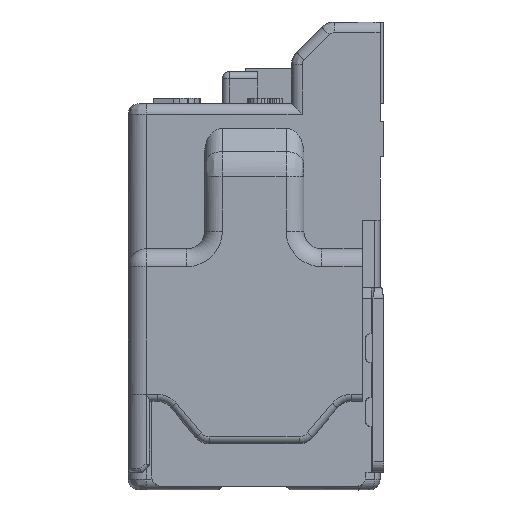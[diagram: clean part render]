
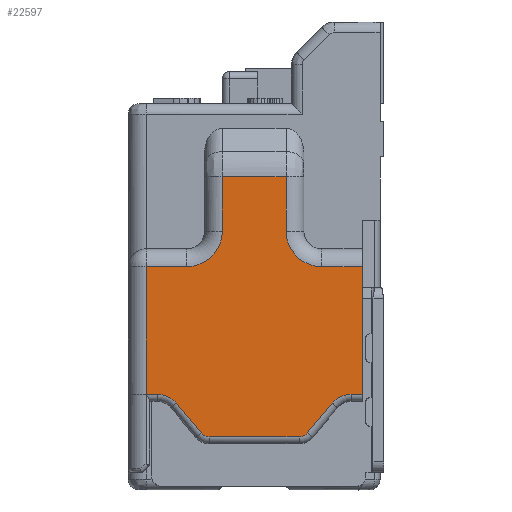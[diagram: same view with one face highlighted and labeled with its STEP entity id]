
A CAD part, left-side view. The second image highlights one B-rep face of the part: STEP entity #22597.
In plain terms, the highlighted planar face has unit normal (-1, 0, 0).
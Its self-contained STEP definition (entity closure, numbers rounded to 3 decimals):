
#15392=CARTESIAN_POINT('Vertex',(-11.,3.9,-6.7)) ;
#15426=CARTESIAN_POINT('Line Origine',(-11.,3.9,-26.608)) ;
#15430=CARTESIAN_POINT('Vertex',(-11.,3.9,-3.1)) ;
#20440=CARTESIAN_POINT('Vertex',(-11.,-2.2,-3.1)) ;
#20443=CARTESIAN_POINT('Line Origine',(-11.,-2.2,-4.9)) ;
#20447=CARTESIAN_POINT('Vertex',(-11.,-2.2,-6.7)) ;
#20531=CARTESIAN_POINT('Vertex',(-11.,-1.05,-3.1)) ;
#20534=CARTESIAN_POINT('Line Origine',(-11.,-1.01,-3.1)) ;
#20551=CARTESIAN_POINT('Axis2P3D Location',(-11.,-1.05,-2.1)) ;
#20555=CARTESIAN_POINT('Vertex',(-11.,-0.05,-2.1)) ;
#20592=CARTESIAN_POINT('Vertex',(-11.,-0.05,-0.564)) ;
#20613=CARTESIAN_POINT('Line Origine',(-11.,-0.05,-0.531)) ;
#20635=CARTESIAN_POINT('Vertex',(-11.,1.75,-0.564)) ;
#20638=CARTESIAN_POINT('Line Origine',(-11.,-12.186,-0.564)) ;
#20685=CARTESIAN_POINT('Line Origine',(-11.,1.75,-2.14)) ;
#20689=CARTESIAN_POINT('Vertex',(-11.,1.75,-2.1)) ;
#20711=CARTESIAN_POINT('Axis2P3D Location',(-11.,2.75,-2.1)) ;
#20715=CARTESIAN_POINT('Vertex',(-11.,2.75,-3.1)) ;
#20735=CARTESIAN_POINT('Line Origine',(-11.,3.955,-3.1)) ;
#22499=CARTESIAN_POINT('Axis2P3D Location',(-11.,-2.7,0.)) ;
#22504=CARTESIAN_POINT('Line Origine',(-11.,3.742,-6.7)) ;
#22508=CARTESIAN_POINT('Vertex',(-11.,3.584,-6.7)) ;
#22512=CARTESIAN_POINT('Control Point',(-11.,3.584,-6.7)) ;
#22513=CARTESIAN_POINT('Control Point',(-11.,3.511,-6.7)) ;
#22514=CARTESIAN_POINT('Control Point',(-11.,3.437,-6.71)) ;
#22515=CARTESIAN_POINT('Control Point',(-11.,3.365,-6.729)) ;
#22516=CARTESIAN_POINT('Control Point',(-11.,3.251,-6.777)) ;
#22517=CARTESIAN_POINT('Control Point',(-11.,3.15,-6.847)) ;
#22518=CARTESIAN_POINT('Control Point',(-11.,3.112,-6.879)) ;
#22519=CARTESIAN_POINT('Control Point',(-11.,3.078,-6.914)) ;
#22520=CARTESIAN_POINT('Control Point',(-11.,3.046,-6.952)) ;
#22521=CARTESIAN_POINT('Vertex',(-11.,3.046,-6.952)) ;
#22524=CARTESIAN_POINT('Line Origine',(-11.,2.696,-7.372)) ;
#22528=CARTESIAN_POINT('Vertex',(-11.,2.346,-7.792)) ;
#22531=CARTESIAN_POINT('Axis2P3D Location',(-11.,2.116,-7.6)) ;
#22535=CARTESIAN_POINT('Vertex',(-11.,2.116,-7.9)) ;
#22538=CARTESIAN_POINT('Line Origine',(-11.,0.85,-7.9)) ;
#22542=CARTESIAN_POINT('Vertex',(-11.,-0.416,-7.9)) ;
#22545=CARTESIAN_POINT('Axis2P3D Location',(-11.,-0.416,-7.6)) ;
#22549=CARTESIAN_POINT('Vertex',(-11.,-0.646,-7.792)) ;
#22552=CARTESIAN_POINT('Line Origine',(-11.,-0.996,-7.372)) ;
#22556=CARTESIAN_POINT('Vertex',(-11.,-1.346,-6.952)) ;
#22560=CARTESIAN_POINT('Control Point',(-11.,-1.346,-6.952)) ;
#22561=CARTESIAN_POINT('Control Point',(-11.,-1.394,-6.895)) ;
#22562=CARTESIAN_POINT('Control Point',(-11.,-1.448,-6.845)) ;
#22563=CARTESIAN_POINT('Control Point',(-11.,-1.509,-6.802)) ;
#22564=CARTESIAN_POINT('Control Point',(-11.,-1.619,-6.745)) ;
#22565=CARTESIAN_POINT('Control Point',(-11.,-1.737,-6.713)) ;
#22566=CARTESIAN_POINT('Control Point',(-11.,-1.786,-6.704)) ;
#22567=CARTESIAN_POINT('Control Point',(-11.,-1.835,-6.7)) ;
#22568=CARTESIAN_POINT('Control Point',(-11.,-1.884,-6.7)) ;
#22569=CARTESIAN_POINT('Vertex',(-11.,-1.884,-6.7)) ;
#22572=CARTESIAN_POINT('Line Origine',(-11.,-2.042,-6.7)) ;
#15427=DIRECTION('Vector Direction',(0.,0.,1.)) ;
#20444=DIRECTION('Vector Direction',(0.,0.,-1.)) ;
#20535=DIRECTION('Vector Direction',(0.,-1.,0.)) ;
#20552=DIRECTION('Axis2P3D Direction',(1.,0.,0.)) ;
#20614=DIRECTION('Vector Direction',(0.,0.,-1.)) ;
#20639=DIRECTION('Vector Direction',(0.,1.,0.)) ;
#20686=DIRECTION('Vector Direction',(0.,0.,1.)) ;
#20712=DIRECTION('Axis2P3D Direction',(1.,0.,0.)) ;
#20736=DIRECTION('Vector Direction',(0.,-1.,0.)) ;
#22500=DIRECTION('Axis2P3D Direction',(-1.,0.,0.)) ;
#22501=DIRECTION('Axis2P3D XDirection',(0.,-1.,0.)) ;
#22505=DIRECTION('Vector Direction',(0.,1.,0.)) ;
#22525=DIRECTION('Vector Direction',(0.,-0.64,-0.768)) ;
#22532=DIRECTION('Axis2P3D Direction',(-1.,0.,0.)) ;
#22539=DIRECTION('Vector Direction',(0.,1.,0.)) ;
#22546=DIRECTION('Axis2P3D Direction',(-1.,0.,0.)) ;
#22553=DIRECTION('Vector Direction',(0.,-0.64,0.768)) ;
#22573=DIRECTION('Vector Direction',(0.,1.,0.)) ;
#20553=AXIS2_PLACEMENT_3D('Circle Axis2P3D',#20551,#20552,$) ;
#20713=AXIS2_PLACEMENT_3D('Circle Axis2P3D',#20711,#20712,$) ;
#22502=AXIS2_PLACEMENT_3D('Plane Axis2P3D',#22499,#22500,#22501) ;
#22533=AXIS2_PLACEMENT_3D('Circle Axis2P3D',#22531,#22532,$) ;
#22547=AXIS2_PLACEMENT_3D('Circle Axis2P3D',#22545,#22546,$) ;
#22578=ORIENTED_EDGE('',*,*,#20739,.F.) ;
#22579=ORIENTED_EDGE('',*,*,#15432,.F.) ;
#22580=ORIENTED_EDGE('',*,*,#22510,.F.) ;
#22581=ORIENTED_EDGE('',*,*,#22523,.T.) ;
#22582=ORIENTED_EDGE('',*,*,#22530,.T.) ;
#22583=ORIENTED_EDGE('',*,*,#22537,.T.) ;
#22584=ORIENTED_EDGE('',*,*,#22544,.F.) ;
#22585=ORIENTED_EDGE('',*,*,#22551,.T.) ;
#22586=ORIENTED_EDGE('',*,*,#22558,.T.) ;
#22587=ORIENTED_EDGE('',*,*,#22571,.T.) ;
#22588=ORIENTED_EDGE('',*,*,#22576,.F.) ;
#22589=ORIENTED_EDGE('',*,*,#20449,.F.) ;
#22590=ORIENTED_EDGE('',*,*,#20538,.F.) ;
#22591=ORIENTED_EDGE('',*,*,#20557,.T.) ;
#22592=ORIENTED_EDGE('',*,*,#20617,.F.) ;
#22593=ORIENTED_EDGE('',*,*,#20642,.F.) ;
#22594=ORIENTED_EDGE('',*,*,#20691,.F.) ;
#22595=ORIENTED_EDGE('',*,*,#20717,.T.) ;
#15428=VECTOR('Line Direction',#15427,1.) ;
#20445=VECTOR('Line Direction',#20444,1.) ;
#20536=VECTOR('Line Direction',#20535,1.) ;
#20615=VECTOR('Line Direction',#20614,1.) ;
#20640=VECTOR('Line Direction',#20639,1.) ;
#20687=VECTOR('Line Direction',#20686,1.) ;
#20737=VECTOR('Line Direction',#20736,1.) ;
#22506=VECTOR('Line Direction',#22505,1.) ;
#22526=VECTOR('Line Direction',#22525,1.) ;
#22540=VECTOR('Line Direction',#22539,1.) ;
#22554=VECTOR('Line Direction',#22553,1.) ;
#22574=VECTOR('Line Direction',#22573,1.) ;
#22597=ADVANCED_FACE('020 9M SMT HDR HSG(H)_R-02',(#22596),#22503,.T.) ;
#22511=B_SPLINE_CURVE_WITH_KNOTS('',5,(#22512,#22513,#22514,#22515,#22516,#22517,#22518,#22519,#22520),.UNSPECIFIED.,.F.,.U.,(6,3,6),(0.,0.52,0.866),.UNSPECIFIED.) ;
#22559=B_SPLINE_CURVE_WITH_KNOTS('',5,(#22560,#22561,#22562,#22563,#22564,#22565,#22566,#22567,#22568),.UNSPECIFIED.,.F.,.U.,(6,3,6),(0.,0.52,0.866),.UNSPECIFIED.) ;
#20554=CIRCLE('generated circle',#20553,1.) ;
#20714=CIRCLE('generated circle',#20713,1.) ;
#22534=CIRCLE('generated circle',#22533,0.3) ;
#22548=CIRCLE('generated circle',#22547,0.3) ;
#15432=EDGE_CURVE('',#15393,#15431,#15429,.T.) ;
#20449=EDGE_CURVE('',#20441,#20448,#20446,.T.) ;
#20538=EDGE_CURVE('',#20532,#20441,#20537,.T.) ;
#20557=EDGE_CURVE('',#20532,#20556,#20554,.T.) ;
#20617=EDGE_CURVE('',#20593,#20556,#20616,.T.) ;
#20642=EDGE_CURVE('',#20636,#20593,#20641,.F.) ;
#20691=EDGE_CURVE('',#20690,#20636,#20688,.T.) ;
#20717=EDGE_CURVE('',#20690,#20716,#20714,.T.) ;
#20739=EDGE_CURVE('',#15431,#20716,#20738,.T.) ;
#22510=EDGE_CURVE('',#22509,#15393,#22507,.T.) ;
#22523=EDGE_CURVE('',#22509,#22522,#22511,.T.) ;
#22530=EDGE_CURVE('',#22522,#22529,#22527,.T.) ;
#22537=EDGE_CURVE('',#22529,#22536,#22534,.T.) ;
#22544=EDGE_CURVE('',#22543,#22536,#22541,.T.) ;
#22551=EDGE_CURVE('',#22543,#22550,#22548,.T.) ;
#22558=EDGE_CURVE('',#22550,#22557,#22555,.T.) ;
#22571=EDGE_CURVE('',#22557,#22570,#22559,.T.) ;
#22576=EDGE_CURVE('',#20448,#22570,#22575,.T.) ;
#22577=EDGE_LOOP('',(#22578,#22579,#22580,#22581,#22582,#22583,#22584,#22585,#22586,#22587,#22588,#22589,#22590,#22591,#22592,#22593,#22594,#22595)) ;
#22596=FACE_OUTER_BOUND('',#22577,.T.) ;
#15429=LINE('Line',#15426,#15428) ;
#20446=LINE('Line',#20443,#20445) ;
#20537=LINE('Line',#20534,#20536) ;
#20616=LINE('Line',#20613,#20615) ;
#20641=LINE('Line',#20638,#20640) ;
#20688=LINE('Line',#20685,#20687) ;
#20738=LINE('Line',#20735,#20737) ;
#22507=LINE('Line',#22504,#22506) ;
#22527=LINE('Line',#22524,#22526) ;
#22541=LINE('Line',#22538,#22540) ;
#22555=LINE('Line',#22552,#22554) ;
#22575=LINE('Line',#22572,#22574) ;
#22503=PLANE('Plane',#22502) ;
#15393=VERTEX_POINT('',#15392) ;
#15431=VERTEX_POINT('',#15430) ;
#20441=VERTEX_POINT('',#20440) ;
#20448=VERTEX_POINT('',#20447) ;
#20532=VERTEX_POINT('',#20531) ;
#20556=VERTEX_POINT('',#20555) ;
#20593=VERTEX_POINT('',#20592) ;
#20636=VERTEX_POINT('',#20635) ;
#20690=VERTEX_POINT('',#20689) ;
#20716=VERTEX_POINT('',#20715) ;
#22509=VERTEX_POINT('',#22508) ;
#22522=VERTEX_POINT('',#22521) ;
#22529=VERTEX_POINT('',#22528) ;
#22536=VERTEX_POINT('',#22535) ;
#22543=VERTEX_POINT('',#22542) ;
#22550=VERTEX_POINT('',#22549) ;
#22557=VERTEX_POINT('',#22556) ;
#22570=VERTEX_POINT('',#22569) ;
